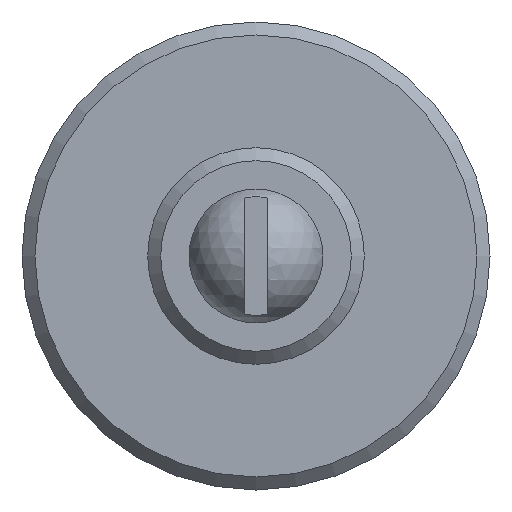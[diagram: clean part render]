
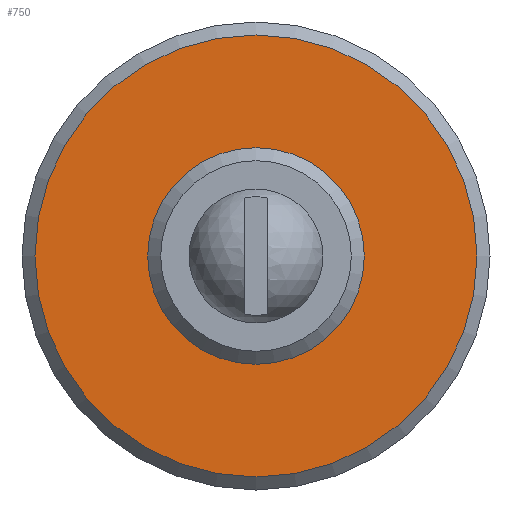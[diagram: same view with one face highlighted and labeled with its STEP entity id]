
A CAD part, front view. The second image highlights one B-rep face of the part: STEP entity #750.
In plain terms, the highlighted planar face has unit normal (0, -1, 0).
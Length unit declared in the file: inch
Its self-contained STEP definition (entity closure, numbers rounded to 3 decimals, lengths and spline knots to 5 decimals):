
#57 = AXIS2_PLACEMENT_3D ( 'NONE', #1409, #1399, #1408 ) ;
#78 = EDGE_CURVE ( 'NONE', #480, #480, #1612, .T. ) ;
#101 = EDGE_CURVE ( 'NONE', #441, #441, #1583, .T. ) ;
#167 = AXIS2_PLACEMENT_3D ( 'NONE', #805, #821, #836 ) ;
#203 = AXIS2_PLACEMENT_3D ( 'NONE', #1306, #1307, #1286 ) ;
#441 = VERTEX_POINT ( 'NONE', #1544 ) ;
#480 = VERTEX_POINT ( 'NONE', #1533 ) ;
#612 = FACE_OUTER_BOUND ( 'NONE', #1784, .T. ) ;
#616 = FACE_BOUND ( 'NONE', #1717, .T. ) ;
#750 = ADVANCED_FACE ( 'NONE', ( #612, #616 ), #928, .T. ) ;
#805 = CARTESIAN_POINT ( 'NONE',  ( 0., -1.695, 0. ) ) ;
#821 = DIRECTION ( 'NONE',  ( 0., -1., 0. ) ) ;
#836 = DIRECTION ( 'NONE',  ( 0., 0., 1. ) ) ;
#928 = PLANE ( 'NONE',  #167 ) ;
#1286 = DIRECTION ( 'NONE',  ( 0., 0., 1. ) ) ;
#1306 = CARTESIAN_POINT ( 'NONE',  ( 0., -1.695, 0. ) ) ;
#1307 = DIRECTION ( 'NONE',  ( 0., -1., 0. ) ) ;
#1399 = DIRECTION ( 'NONE',  ( 0., 1., 0. ) ) ;
#1408 = DIRECTION ( 'NONE',  ( 0., 0., 1. ) ) ;
#1409 = CARTESIAN_POINT ( 'NONE',  ( 0., -1.695, 0. ) ) ;
#1533 = CARTESIAN_POINT ( 'NONE',  ( 0., -1.695, 0.25 ) ) ;
#1544 = CARTESIAN_POINT ( 'NONE',  ( 0., -1.695, 0.51 ) ) ;
#1583 = CIRCLE ( 'NONE', #203, 0.51 ) ;
#1612 = CIRCLE ( 'NONE', #57, 0.25 ) ;
#1623 = ORIENTED_EDGE ( 'NONE', *, *, #101, .T. ) ;
#1695 = ORIENTED_EDGE ( 'NONE', *, *, #78, .T. ) ;
#1717 = EDGE_LOOP ( 'NONE', ( #1695 ) ) ;
#1784 = EDGE_LOOP ( 'NONE', ( #1623 ) ) ;
